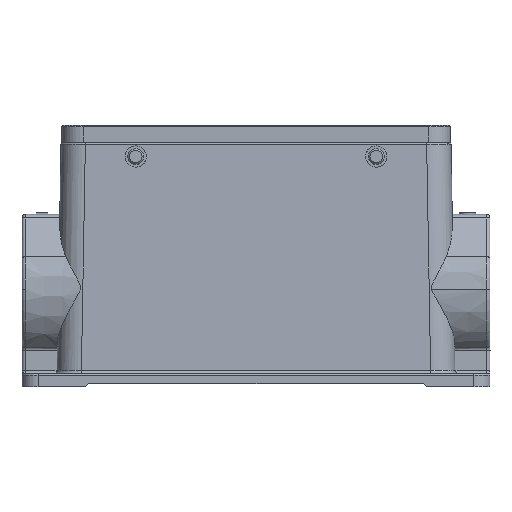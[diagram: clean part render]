
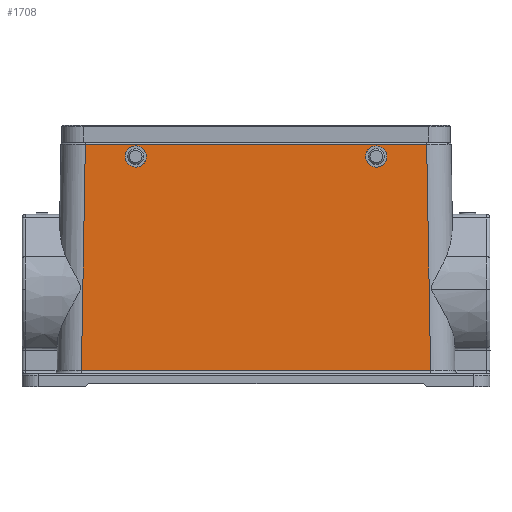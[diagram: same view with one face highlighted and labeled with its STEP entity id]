
A CAD part, top view. The second image highlights one B-rep face of the part: STEP entity #1708.
In plain terms, the highlighted planar face has unit normal (0, 0.018, 1).
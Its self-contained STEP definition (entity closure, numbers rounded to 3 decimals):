
#186=(
BOUNDED_CURVE()
B_SPLINE_CURVE(3,(#10132,#10133,#10134,#10135),.UNSPECIFIED.,.F.,.F.)
B_SPLINE_CURVE_WITH_KNOTS((4,4),(0.,1.),.UNSPECIFIED.)
CURVE()
GEOMETRIC_REPRESENTATION_ITEM()
RATIONAL_B_SPLINE_CURVE((1.,0.333,0.333,1.))
REPRESENTATION_ITEM('')
);
#187=(
BOUNDED_CURVE()
B_SPLINE_CURVE(3,(#10156,#10157,#10158,#10159),.UNSPECIFIED.,.F.,.F.)
B_SPLINE_CURVE_WITH_KNOTS((4,4),(0.,1.),.UNSPECIFIED.)
CURVE()
GEOMETRIC_REPRESENTATION_ITEM()
RATIONAL_B_SPLINE_CURVE((1.,0.333,0.333,1.))
REPRESENTATION_ITEM('')
);
#191=(
BOUNDED_CURVE()
B_SPLINE_CURVE(3,(#11213,#11214,#11215,#11216),.UNSPECIFIED.,.F.,.F.)
B_SPLINE_CURVE_WITH_KNOTS((4,4),(0.,1.),.UNSPECIFIED.)
CURVE()
GEOMETRIC_REPRESENTATION_ITEM()
RATIONAL_B_SPLINE_CURVE((1.,0.333,0.333,1.))
REPRESENTATION_ITEM('')
);
#192=(
BOUNDED_CURVE()
B_SPLINE_CURVE(3,(#11222,#11223,#11224,#11225),.UNSPECIFIED.,.F.,.F.)
B_SPLINE_CURVE_WITH_KNOTS((4,4),(0.,1.),.UNSPECIFIED.)
CURVE()
GEOMETRIC_REPRESENTATION_ITEM()
RATIONAL_B_SPLINE_CURVE((1.,0.333,0.333,1.))
REPRESENTATION_ITEM('')
);
#506=FACE_BOUND('',#2618,.T.);
#507=FACE_BOUND('',#2619,.T.);
#508=FACE_BOUND('',#2620,.T.);
#897=LINE('',#10150,#1300);
#950=LINE('',#11217,#1353);
#951=LINE('',#11219,#1354);
#952=LINE('',#11221,#1355);
#1300=VECTOR('',#7852,1.);
#1353=VECTOR('',#8041,1.);
#1354=VECTOR('',#8042,1.);
#1355=VECTOR('',#8043,1.);
#1708=ADVANCED_FACE('NONE',(#506,#507,#508),#1958,.T.);
#1958=PLANE('',#6815);
#2618=EDGE_LOOP('',(#3767,#3768));
#2619=EDGE_LOOP('',(#3769,#3770,#3771,#3772));
#2620=EDGE_LOOP('',(#3773,#3774));
#3767=ORIENTED_EDGE('',*,*,#5824,.T.);
#3768=ORIENTED_EDGE('',*,*,#5695,.T.);
#3769=ORIENTED_EDGE('',*,*,#5825,.F.);
#3770=ORIENTED_EDGE('',*,*,#5699,.T.);
#3771=ORIENTED_EDGE('',*,*,#5826,.F.);
#3772=ORIENTED_EDGE('',*,*,#5827,.F.);
#3773=ORIENTED_EDGE('',*,*,#5828,.T.);
#3774=ORIENTED_EDGE('',*,*,#5702,.T.);
#4963=VERTEX_POINT('',#10129);
#4964=VERTEX_POINT('',#10131);
#4965=VERTEX_POINT('',#10141);
#4968=VERTEX_POINT('',#10149);
#4969=VERTEX_POINT('',#10153);
#4970=VERTEX_POINT('',#10155);
#5049=VERTEX_POINT('',#11218);
#5050=VERTEX_POINT('',#11220);
#5695=EDGE_CURVE('NONE',#4963,#4964,#186,.T.);
#5699=EDGE_CURVE('NONE',#4965,#4968,#897,.T.);
#5702=EDGE_CURVE('NONE',#4969,#4970,#187,.T.);
#5824=EDGE_CURVE('NONE',#4964,#4963,#191,.T.);
#5825=EDGE_CURVE('NONE',#4965,#5049,#950,.T.);
#5826=EDGE_CURVE('NONE',#5050,#4968,#951,.T.);
#5827=EDGE_CURVE('NONE',#5049,#5050,#952,.T.);
#5828=EDGE_CURVE('NONE',#4970,#4969,#192,.T.);
#6815=AXIS2_PLACEMENT_3D('',#11226,#8044,#8045);
#7852=DIRECTION('',(1.,0.,0.));
#8041=DIRECTION('',(0.017,1.,-0.017));
#8042=DIRECTION('',(0.017,-1.,0.017));
#8043=DIRECTION('',(1.,0.,0.));
#8044=DIRECTION('',(0.,0.017,1.));
#8045=DIRECTION('',(0.,-1.,0.017));
#10129=CARTESIAN_POINT('',(-33.75,70.8,21.573));
#10131=CARTESIAN_POINT('',(-40.25,70.8,21.573));
#10132=CARTESIAN_POINT('',(-33.75,70.8,21.573));
#10133=CARTESIAN_POINT('',(-33.75,64.3,21.687));
#10134=CARTESIAN_POINT('',(-40.25,64.3,21.687));
#10135=CARTESIAN_POINT('',(-40.25,70.8,21.573));
#10141=CARTESIAN_POINT('',(-53.723,4.983,22.722));
#10149=CARTESIAN_POINT('',(53.723,4.983,22.722));
#10150=CARTESIAN_POINT('',(-63.061,4.983,22.722));
#10153=CARTESIAN_POINT('',(40.25,70.8,21.573));
#10155=CARTESIAN_POINT('',(33.75,70.8,21.573));
#10156=CARTESIAN_POINT('',(40.25,70.8,21.573));
#10157=CARTESIAN_POINT('',(40.25,64.3,21.687));
#10158=CARTESIAN_POINT('',(33.75,64.3,21.687));
#10159=CARTESIAN_POINT('',(33.75,70.8,21.573));
#11213=CARTESIAN_POINT('',(-40.25,70.8,21.573));
#11214=CARTESIAN_POINT('',(-40.25,77.3,21.46));
#11215=CARTESIAN_POINT('',(-33.75,77.3,21.46));
#11216=CARTESIAN_POINT('',(-33.75,70.8,21.573));
#11217=CARTESIAN_POINT('',(-52.496,75.27,21.495));
#11218=CARTESIAN_POINT('',(-52.51,74.509,21.509));
#11219=CARTESIAN_POINT('',(52.496,75.27,21.495));
#11220=CARTESIAN_POINT('',(52.51,74.509,21.509));
#11221=CARTESIAN_POINT('',(-53.991,74.509,21.509));
#11222=CARTESIAN_POINT('',(33.75,70.8,21.573));
#11223=CARTESIAN_POINT('',(33.75,77.3,21.46));
#11224=CARTESIAN_POINT('',(40.25,77.3,21.46));
#11225=CARTESIAN_POINT('',(40.25,70.8,21.573));
#11226=CARTESIAN_POINT('',(-63.061,75.,21.5));
